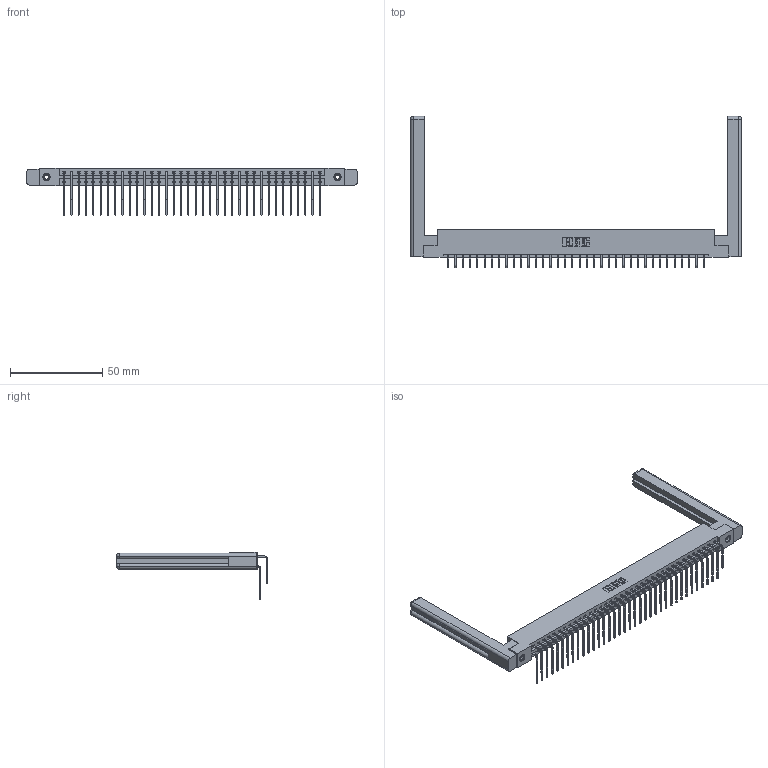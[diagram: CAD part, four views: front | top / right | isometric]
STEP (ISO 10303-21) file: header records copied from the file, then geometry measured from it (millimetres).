
FILE_DESCRIPTION (( 'STEP AP203' ), '1' );
FILE_NAME ('387-072-559-258.STEP', '2019-10-22T00:46:46', ( '' ), ( '' ), 'SwSTEP 2.0', 'SolidWorks 2016', '' );
FILE_SCHEMA (( 'CONFIG_CONTROL_DESIGN' ));
Length unit declared in the file: inch
Products named in the file (6): 345-292-001_558 559 Tail - 1; 345-292-001_559 Tail - 2; 337 Part_Flush Mounting Lugs - 0.156 Dia-TI; 345-250-001_345-250-001-102; 307-220-058; 387-072-559-258
Assembly tree (77 placements, depth 2):
  387-072-559-258
    337 Part_Flush Mounting Lugs - 0.156 Dia-TI
    345-292-001_558 559 Tail - 1  x36
    345-292-001_559 Tail - 2  x36
    345-250-001_345-250-001-102  x2
    307-220-058  x2
Bounding box: 179.27 x 81.98 x 25.53 mm (x, y, z)
Volume: 26371.1 mm3; surface area: 28812.1 mm2
Topology: 77 solids, 77 shells, 4288 faces, 12689 edges, 8350 vertices
Faces by surface type: plane 3034, cylinder 1230, cone 12, torus 12
Entity records: 33106 total; most frequent: CARTESIAN_POINT 5636, ORIENTED_EDGE 5460, DIRECTION 4802, EDGE_CURVE 2730, VECTOR 2514, LINE 2514, VERTEX_POINT 1810, AXIS2_PLACEMENT_3D 1144
